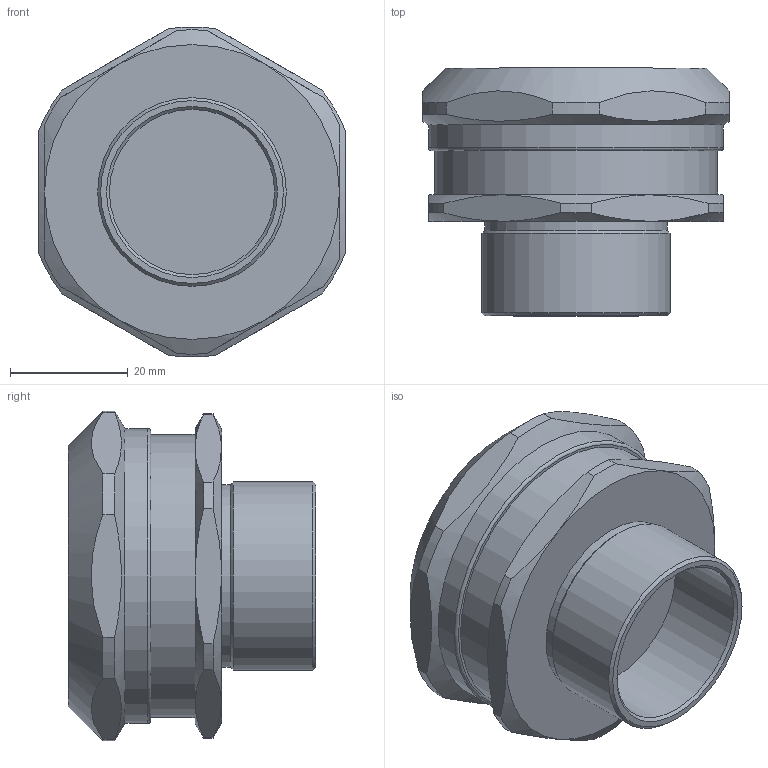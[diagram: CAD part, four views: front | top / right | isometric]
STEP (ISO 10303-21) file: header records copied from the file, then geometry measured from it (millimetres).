
FILE_DESCRIPTION(/* description */ ('','CAx-IF Rec.Pracs.---Representation and Presentation of Product Manufacturing Information (PMI)---4.0---2014-10-13'),/* implementation_level */ '2;1');
FILE_NAME(/* name */ 'ЗЭТАРУС МВН-М32-МР32.stp',/* time_stamp */ '2022-06-23T10:00:50+07:00',/* author */ ('zeta-09'),/* organization */ (''),/* preprocessor_version */ 'ST-DEVELOPER v18.1',/* originating_system */ 'Autodesk Inventor 2021',/* authorisation */ '');
FILE_SCHEMA (('AP242_MANAGED_MODEL_BASED_3D_ENGINEERING_MIM_LF { 1 0 10303 442 1 1 4 }'));
Length unit declared in the file: millimetre
Products named in the file (1): Деталь14
Bounding box: 52 x 42.02 x 55.94 mm (x, y, z)
Volume: 54718.9 mm3; surface area: 13720.9 mm2
Topology: 1 solids, 3 shells, 65 faces, 146 edges, 92 vertices
Faces by surface type: plane 23, cylinder 20, cone 18, bspline 2, torus 2
Full cylindrical faces by diameter (mm): 28 x1, 30.4 x1, 31 x1, 32 x1, 41 x1, 48 x1, 50 x1
Entity records: 2069 total; most frequent: CARTESIAN_POINT 492, DIRECTION 326, ORIENTED_EDGE 290, EDGE_CURVE 146, AXIS2_PLACEMENT_3D 145, VERTEX_POINT 92, EDGE_LOOP 72, CIRCLE 68
